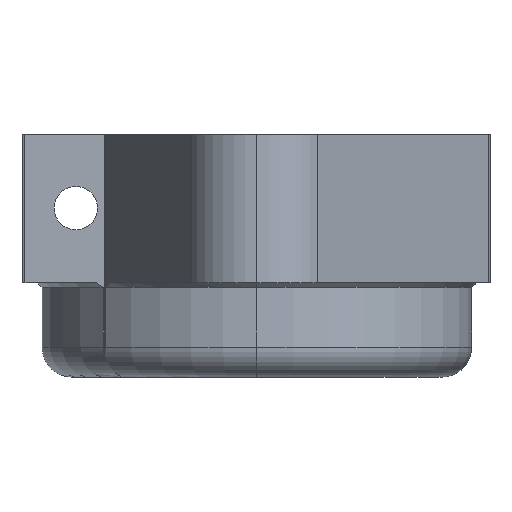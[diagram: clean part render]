
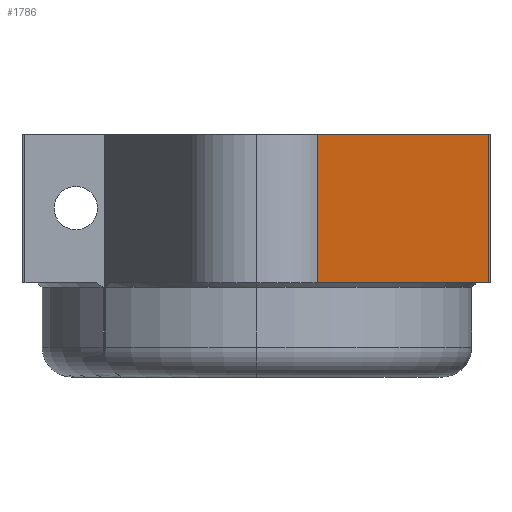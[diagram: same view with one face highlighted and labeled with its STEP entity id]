
A CAD part, left-side view. The second image highlights one B-rep face of the part: STEP entity #1786.
In plain terms, the highlighted planar face has unit normal (-0.553, -0.833, 0).
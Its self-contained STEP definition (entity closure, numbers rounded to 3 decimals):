
#8 = ORIENTED_EDGE ( 'NONE', *, *, #819, .F. ) ;
#157 = CARTESIAN_POINT ( 'NONE',  ( -5.25, -15.6, 0. ) ) ;
#293 = VERTEX_POINT ( 'NONE', #651 ) ;
#294 = CARTESIAN_POINT ( 'NONE',  ( -5.376, -15.517, 0. ) ) ;
#458 = AXIS2_PLACEMENT_3D ( 'NONE', #1893, #680, #512 ) ;
#466 = DIRECTION ( 'NONE',  ( 0.833, -0.553, 0. ) ) ;
#512 = DIRECTION ( 'NONE',  ( -0.833, 0.553, 0. ) ) ;
#556 = EDGE_CURVE ( 'NONE', #293, #1003, #1850, .T. ) ;
#618 = EDGE_CURVE ( 'NONE', #657, #293, #1949, .T. ) ;
#651 = CARTESIAN_POINT ( 'NONE',  ( -22.68, -4.042, 0. ) ) ;
#657 = VERTEX_POINT ( 'NONE', #1217 ) ;
#669 = FACE_OUTER_BOUND ( 'NONE', #1677, .T. ) ;
#680 = DIRECTION ( 'NONE',  ( 0.553, 0.833, 0. ) ) ;
#744 = CARTESIAN_POINT ( 'NONE',  ( -5.376, -15.517, 9.9 ) ) ;
#819 = EDGE_CURVE ( 'NONE', #657, #1388, #1055, .T. ) ;
#822 = VECTOR ( 'NONE', #1266, 1000. ) ;
#888 = CARTESIAN_POINT ( 'NONE',  ( -22.68, -4.042, 9.9 ) ) ;
#985 = ORIENTED_EDGE ( 'NONE', *, *, #618, .T. ) ;
#1003 = VERTEX_POINT ( 'NONE', #294 ) ;
#1038 = CARTESIAN_POINT ( 'NONE',  ( -5.25, -15.6, 9.9 ) ) ;
#1055 = LINE ( 'NONE', #1038, #1737 ) ;
#1181 = VECTOR ( 'NONE', #1508, 1000. ) ;
#1217 = CARTESIAN_POINT ( 'NONE',  ( -22.68, -4.042, 9.9 ) ) ;
#1255 = CARTESIAN_POINT ( 'NONE',  ( -5.376, -15.517, 9.9 ) ) ;
#1266 = DIRECTION ( 'NONE',  ( 0., 0., 1. ) ) ;
#1309 = PLANE ( 'NONE',  #458 ) ;
#1359 = LINE ( 'NONE', #744, #822 ) ;
#1388 = VERTEX_POINT ( 'NONE', #1255 ) ;
#1417 = EDGE_CURVE ( 'NONE', #1003, #1388, #1359, .T. ) ;
#1508 = DIRECTION ( 'NONE',  ( 0., 0., -1. ) ) ;
#1677 = EDGE_LOOP ( 'NONE', ( #1966, #1736, #8, #985 ) ) ;
#1712 = VECTOR ( 'NONE', #466, 1000. ) ;
#1736 = ORIENTED_EDGE ( 'NONE', *, *, #1417, .T. ) ;
#1737 = VECTOR ( 'NONE', #1977, 1000. ) ;
#1786 = ADVANCED_FACE ( 'NONE', ( #669 ), #1309, .F. ) ;
#1850 = LINE ( 'NONE', #157, #1712 ) ;
#1893 = CARTESIAN_POINT ( 'NONE',  ( -5.25, -15.6, 9.9 ) ) ;
#1949 = LINE ( 'NONE', #888, #1181 ) ;
#1966 = ORIENTED_EDGE ( 'NONE', *, *, #556, .T. ) ;
#1977 = DIRECTION ( 'NONE',  ( 0.833, -0.553, 0. ) ) ;
